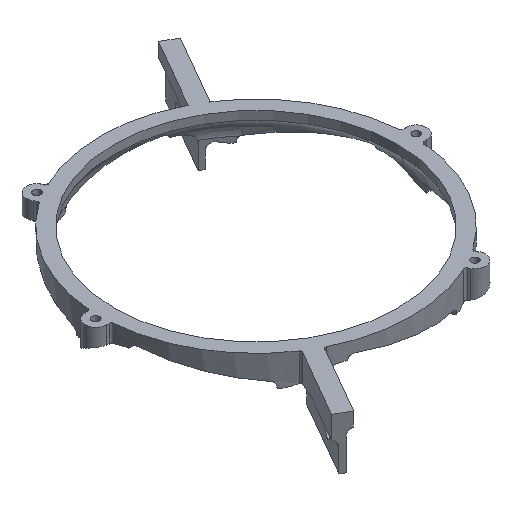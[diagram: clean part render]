
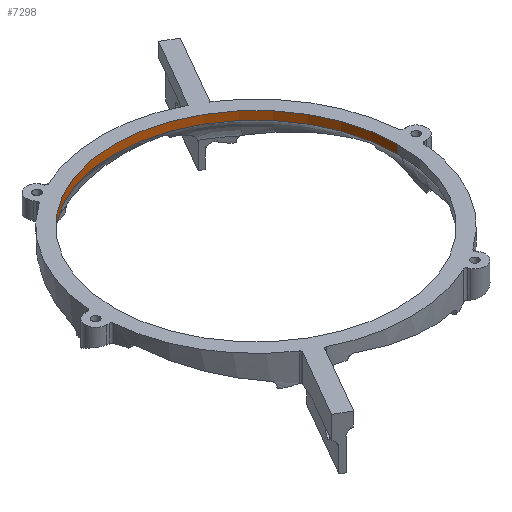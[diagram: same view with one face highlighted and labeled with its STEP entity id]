
A CAD part, isometric view. The second image highlights one B-rep face of the part: STEP entity #7298.
In plain terms, the highlighted cylindrical face has radius 34.185 mm (diameter 68.37 mm), a partial arc.
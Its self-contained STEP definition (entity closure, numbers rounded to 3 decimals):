
#301 = DIRECTION ( 'NONE',  ( 0., 0., 1. ) ) ;
#439 = DIRECTION ( 'NONE',  ( 0., 0., -1. ) ) ;
#755 = CARTESIAN_POINT ( 'NONE',  ( -34.185, 0., 12.682 ) ) ;
#1002 = VECTOR ( 'NONE', #1560, 1000. ) ;
#1022 = CARTESIAN_POINT ( 'NONE',  ( 0., 0., 12.682 ) ) ;
#1371 = CIRCLE ( 'NONE', #7070, 34.185 ) ;
#1560 = DIRECTION ( 'NONE',  ( 0., 0., -1. ) ) ;
#1624 = ORIENTED_EDGE ( 'NONE', *, *, #4926, .T. ) ;
#1901 = CARTESIAN_POINT ( 'NONE',  ( 34.185, 0., 12.682 ) ) ;
#2084 = DIRECTION ( 'NONE',  ( -1., 0., 0. ) ) ;
#2861 = EDGE_CURVE ( 'NONE', #7086, #3242, #1371, .T. ) ;
#2929 = EDGE_CURVE ( 'NONE', #7086, #5445, #6725, .T. ) ;
#3242 = VERTEX_POINT ( 'NONE', #7218 ) ;
#3831 = FACE_OUTER_BOUND ( 'NONE', #7413, .T. ) ;
#3982 = DIRECTION ( 'NONE',  ( -1., 0., 0. ) ) ;
#4118 = AXIS2_PLACEMENT_3D ( 'NONE', #1022, #5043, #2084 ) ;
#4292 = CIRCLE ( 'NONE', #5136, 34.185 ) ;
#4470 = CYLINDRICAL_SURFACE ( 'NONE', #4118, 34.185 ) ;
#4834 = EDGE_CURVE ( 'NONE', #3242, #6757, #5957, .T. ) ;
#4926 = EDGE_CURVE ( 'NONE', #6757, #5445, #4292, .T. ) ;
#4935 = DIRECTION ( 'NONE',  ( 1., 0., 0. ) ) ;
#5043 = DIRECTION ( 'NONE',  ( 0., 0., -1. ) ) ;
#5045 = CARTESIAN_POINT ( 'NONE',  ( 0., 0., 12.682 ) ) ;
#5136 = AXIS2_PLACEMENT_3D ( 'NONE', #6797, #439, #3982 ) ;
#5384 = VECTOR ( 'NONE', #5391, 1000. ) ;
#5391 = DIRECTION ( 'NONE',  ( 0., 0., -1. ) ) ;
#5445 = VERTEX_POINT ( 'NONE', #7116 ) ;
#5543 = CARTESIAN_POINT ( 'NONE',  ( 34.185, 0., 12.682 ) ) ;
#5766 = ORIENTED_EDGE ( 'NONE', *, *, #4834, .T. ) ;
#5957 = LINE ( 'NONE', #755, #5384 ) ;
#6152 = ORIENTED_EDGE ( 'NONE', *, *, #2929, .F. ) ;
#6725 = LINE ( 'NONE', #5543, #1002 ) ;
#6757 = VERTEX_POINT ( 'NONE', #7466 ) ;
#6797 = CARTESIAN_POINT ( 'NONE',  ( 0., 0., 10.662 ) ) ;
#6977 = ORIENTED_EDGE ( 'NONE', *, *, #2861, .T. ) ;
#7070 = AXIS2_PLACEMENT_3D ( 'NONE', #5045, #301, #4935 ) ;
#7086 = VERTEX_POINT ( 'NONE', #1901 ) ;
#7116 = CARTESIAN_POINT ( 'NONE',  ( 34.185, 0., 10.662 ) ) ;
#7218 = CARTESIAN_POINT ( 'NONE',  ( -34.185, 0., 12.682 ) ) ;
#7298 = ADVANCED_FACE ( 'NONE', ( #3831 ), #4470, .F. ) ;
#7413 = EDGE_LOOP ( 'NONE', ( #6152, #6977, #5766, #1624 ) ) ;
#7466 = CARTESIAN_POINT ( 'NONE',  ( -34.185, 0., 10.662 ) ) ;
